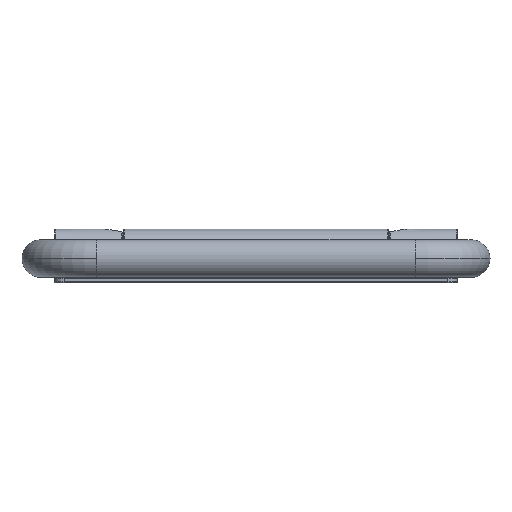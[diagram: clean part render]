
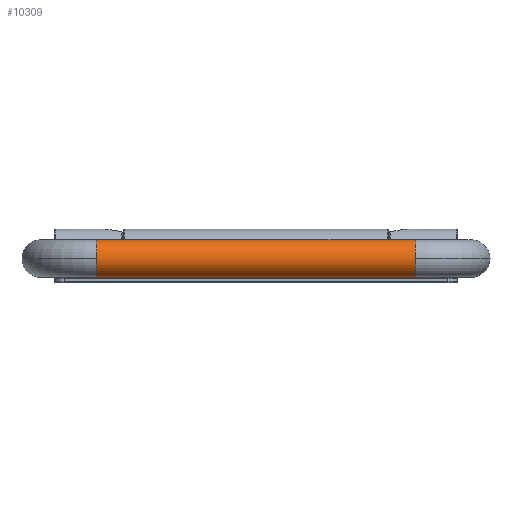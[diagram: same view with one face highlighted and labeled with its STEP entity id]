
A CAD part, front view. The second image highlights one B-rep face of the part: STEP entity #10309.
In plain terms, the highlighted cylindrical face has radius 4 mm (diameter 8 mm), a partial arc.
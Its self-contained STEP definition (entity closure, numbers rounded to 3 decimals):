
#139 = ORIENTED_EDGE ( 'NONE', *, *, #6933, .T. ) ;
#143 = ORIENTED_EDGE ( 'NONE', *, *, #6067, .T. ) ;
#249 = VERTEX_POINT ( 'NONE', #7868 ) ;
#383 = CIRCLE ( 'NONE', #3299, 4. ) ;
#561 = CARTESIAN_POINT ( 'NONE',  ( -34.035, 0., 4. ) ) ;
#751 = LINE ( 'NONE', #561, #6590 ) ;
#849 = VERTEX_POINT ( 'NONE', #9175 ) ;
#902 = VERTEX_POINT ( 'NONE', #4464 ) ;
#1021 = ORIENTED_EDGE ( 'NONE', *, *, #2583, .F. ) ;
#1047 = DIRECTION ( 'NONE',  ( 0., 0., -1. ) ) ;
#1341 = CARTESIAN_POINT ( 'NONE',  ( -34.035, 0., 0. ) ) ;
#1924 = DIRECTION ( 'NONE',  ( -1., 0., 0. ) ) ;
#1947 = DIRECTION ( 'NONE',  ( 0., 0., -1. ) ) ;
#2583 = EDGE_CURVE ( 'NONE', #9957, #5300, #751, .T. ) ;
#2822 = CARTESIAN_POINT ( 'NONE',  ( -34.035, 0., -4. ) ) ;
#2857 = FACE_OUTER_BOUND ( 'NONE', #8731, .T. ) ;
#3095 = CARTESIAN_POINT ( 'NONE',  ( -34.035, 0., 0. ) ) ;
#3105 = CARTESIAN_POINT ( 'NONE',  ( -34.035, 0., 0. ) ) ;
#3269 = CARTESIAN_POINT ( 'NONE',  ( 34.035, 0., 0. ) ) ;
#3299 = AXIS2_PLACEMENT_3D ( 'NONE', #3269, #9563, #8903 ) ;
#3572 = CIRCLE ( 'NONE', #6854, 4. ) ;
#3578 = CARTESIAN_POINT ( 'NONE',  ( -34.035, 0., 4. ) ) ;
#4331 = DIRECTION ( 'NONE',  ( -1., 0., 0. ) ) ;
#4346 = AXIS2_PLACEMENT_3D ( 'NONE', #1341, #5314, #7767 ) ;
#4464 = CARTESIAN_POINT ( 'NONE',  ( -34.035, -4., 0. ) ) ;
#4956 = LINE ( 'NONE', #6775, #8816 ) ;
#5077 = CYLINDRICAL_SURFACE ( 'NONE', #4346, 4. ) ;
#5300 = VERTEX_POINT ( 'NONE', #9599 ) ;
#5314 = DIRECTION ( 'NONE',  ( 1., 0., 0. ) ) ;
#5867 = ORIENTED_EDGE ( 'NONE', *, *, #6195, .T. ) ;
#6038 = DIRECTION ( 'NONE',  ( 1., 0., 0. ) ) ;
#6067 = EDGE_CURVE ( 'NONE', #249, #849, #10186, .T. ) ;
#6195 = EDGE_CURVE ( 'NONE', #7481, #249, #4956, .T. ) ;
#6206 = AXIS2_PLACEMENT_3D ( 'NONE', #3095, #10158, #6998 ) ;
#6511 = EDGE_CURVE ( 'NONE', #902, #9957, #3572, .T. ) ;
#6590 = VECTOR ( 'NONE', #6038, 1000. ) ;
#6775 = CARTESIAN_POINT ( 'NONE',  ( -34.035, 0., -4. ) ) ;
#6854 = AXIS2_PLACEMENT_3D ( 'NONE', #3105, #1924, #1047 ) ;
#6933 = EDGE_CURVE ( 'NONE', #849, #5300, #383, .T. ) ;
#6990 = ORIENTED_EDGE ( 'NONE', *, *, #9704, .F. ) ;
#6998 = DIRECTION ( 'NONE',  ( 0., 0., -1. ) ) ;
#7481 = VERTEX_POINT ( 'NONE', #2822 ) ;
#7661 = DIRECTION ( 'NONE',  ( 1., 0., 0. ) ) ;
#7767 = DIRECTION ( 'NONE',  ( 0., 0., -1. ) ) ;
#7868 = CARTESIAN_POINT ( 'NONE',  ( 34.035, 0., -4. ) ) ;
#8047 = CARTESIAN_POINT ( 'NONE',  ( 34.035, 0., 0. ) ) ;
#8668 = CIRCLE ( 'NONE', #6206, 4. ) ;
#8697 = ORIENTED_EDGE ( 'NONE', *, *, #6511, .F. ) ;
#8731 = EDGE_LOOP ( 'NONE', ( #1021, #8697, #6990, #5867, #143, #139 ) ) ;
#8816 = VECTOR ( 'NONE', #7661, 1000. ) ;
#8903 = DIRECTION ( 'NONE',  ( 0., 0., -1. ) ) ;
#9175 = CARTESIAN_POINT ( 'NONE',  ( 34.035, -4., 0. ) ) ;
#9431 = AXIS2_PLACEMENT_3D ( 'NONE', #8047, #4331, #1947 ) ;
#9563 = DIRECTION ( 'NONE',  ( -1., 0., 0. ) ) ;
#9599 = CARTESIAN_POINT ( 'NONE',  ( 34.035, 0., 4. ) ) ;
#9704 = EDGE_CURVE ( 'NONE', #7481, #902, #8668, .T. ) ;
#9957 = VERTEX_POINT ( 'NONE', #3578 ) ;
#10158 = DIRECTION ( 'NONE',  ( -1., 0., 0. ) ) ;
#10186 = CIRCLE ( 'NONE', #9431, 4. ) ;
#10309 = ADVANCED_FACE ( 'NONE', ( #2857 ), #5077, .T. ) ;
